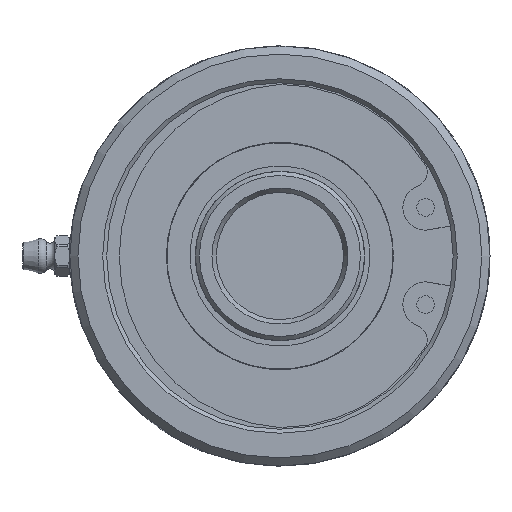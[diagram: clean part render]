
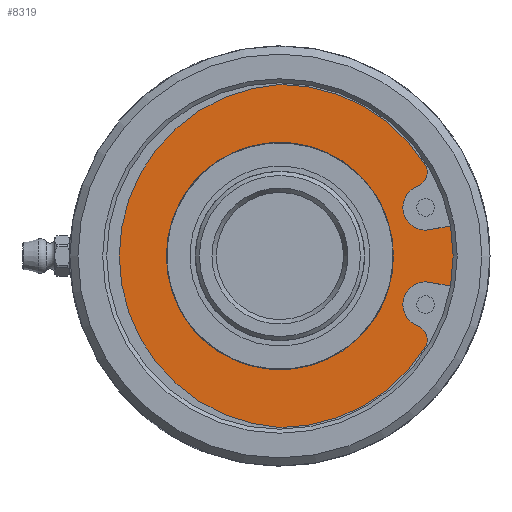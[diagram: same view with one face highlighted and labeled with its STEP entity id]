
A CAD part, left-side view. The second image highlights one B-rep face of the part: STEP entity #8319.
In plain terms, the highlighted planar face has unit normal (-1, 0, 0).
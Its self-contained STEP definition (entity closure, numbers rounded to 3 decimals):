
#357=PLANE('',#8906);
#487=FACE_BOUND('',#1496,.T.);
#994=FACE_OUTER_BOUND('',#1495,.T.);
#1495=EDGE_LOOP('',(#5605,#5606,#5607,#5608,#5609,#5610,#5611,#5612,#5613,
#5614));
#1496=EDGE_LOOP('',(#5615,#5616));
#2043=CIRCLE('',#8872,4.474);
#2049=CIRCLE('',#8883,33.733);
#2051=CIRCLE('',#8886,2.949);
#2053=CIRCLE('',#8889,4.474);
#2055=CIRCLE('',#8892,2.949);
#2057=CIRCLE('',#8895,33.733);
#2059=CIRCLE('',#8898,33.806);
#2061=CIRCLE('',#8902,36.9);
#2064=CIRCLE('',#8907,22.325);
#2065=CIRCLE('',#8908,22.325);
#2412=LINE('',#12489,#2831);
#2416=LINE('',#12499,#2835);
#2831=VECTOR('',#9646,10.);
#2835=VECTOR('',#9652,10.);
#3367=VERTEX_POINT('',#12477);
#3368=VERTEX_POINT('',#12479);
#3371=VERTEX_POINT('',#12487);
#3375=VERTEX_POINT('',#12496);
#3376=VERTEX_POINT('',#12498);
#3383=VERTEX_POINT('',#12517);
#3384=VERTEX_POINT('',#12519);
#3386=VERTEX_POINT('',#12528);
#3388=VERTEX_POINT('',#12534);
#3390=VERTEX_POINT('',#12540);
#3392=VERTEX_POINT('',#12555);
#3393=VERTEX_POINT('',#12556);
#4234=EDGE_CURVE('',#3368,#3367,#2043,.T.);
#4239=EDGE_CURVE('',#3367,#3371,#2412,.T.);
#4243=EDGE_CURVE('',#3376,#3375,#2416,.T.);
#4253=EDGE_CURVE('',#3384,#3383,#2049,.T.);
#4256=EDGE_CURVE('',#3383,#3368,#2051,.T.);
#4259=EDGE_CURVE('',#3375,#3386,#2053,.T.);
#4262=EDGE_CURVE('',#3386,#3388,#2055,.T.);
#4265=EDGE_CURVE('',#3388,#3390,#2057,.T.);
#4267=EDGE_CURVE('',#3390,#3384,#2059,.T.);
#4269=EDGE_CURVE('',#3371,#3376,#2061,.T.);
#4272=EDGE_CURVE('',#3392,#3393,#2064,.T.);
#4273=EDGE_CURVE('',#3393,#3392,#2065,.T.);
#5605=ORIENTED_EDGE('',*,*,#4243,.T.);
#5606=ORIENTED_EDGE('',*,*,#4259,.T.);
#5607=ORIENTED_EDGE('',*,*,#4262,.T.);
#5608=ORIENTED_EDGE('',*,*,#4265,.T.);
#5609=ORIENTED_EDGE('',*,*,#4267,.T.);
#5610=ORIENTED_EDGE('',*,*,#4253,.T.);
#5611=ORIENTED_EDGE('',*,*,#4256,.T.);
#5612=ORIENTED_EDGE('',*,*,#4234,.T.);
#5613=ORIENTED_EDGE('',*,*,#4239,.T.);
#5614=ORIENTED_EDGE('',*,*,#4269,.T.);
#5615=ORIENTED_EDGE('',*,*,#4272,.T.);
#5616=ORIENTED_EDGE('',*,*,#4273,.T.);
#8319=ADVANCED_FACE('',(#994,#487),#357,.F.);
#8872=AXIS2_PLACEMENT_3D('',#12480,#9638,#9639);
#8883=AXIS2_PLACEMENT_3D('',#12520,#9673,#9674);
#8886=AXIS2_PLACEMENT_3D('',#12524,#9680,#9681);
#8889=AXIS2_PLACEMENT_3D('',#12530,#9687,#9688);
#8892=AXIS2_PLACEMENT_3D('',#12536,#9694,#9695);
#8895=AXIS2_PLACEMENT_3D('',#12542,#9701,#9702);
#8898=AXIS2_PLACEMENT_3D('',#12545,#9707,#9708);
#8902=AXIS2_PLACEMENT_3D('',#12549,#9715,#9716);
#8906=AXIS2_PLACEMENT_3D('',#12554,#9723,#9724);
#8907=AXIS2_PLACEMENT_3D('',#12557,#9725,#9726);
#8908=AXIS2_PLACEMENT_3D('',#12558,#9727,#9728);
#9638=DIRECTION('center_axis',(1.,0.,0.));
#9639=DIRECTION('ref_axis',(0.,0.355,-0.935));
#9646=DIRECTION('',(0.,-0.985,-0.174));
#9652=DIRECTION('',(0.,0.985,-0.174));
#9673=DIRECTION('center_axis',(-1.,0.,0.));
#9674=DIRECTION('ref_axis',(0.,0.849,0.528));
#9680=DIRECTION('center_axis',(-1.,0.,0.));
#9681=DIRECTION('ref_axis',(0.,0.355,-0.935));
#9687=DIRECTION('center_axis',(1.,0.,0.));
#9688=DIRECTION('ref_axis',(0.,-0.046,-0.999));
#9694=DIRECTION('center_axis',(-1.,0.,0.));
#9695=DIRECTION('ref_axis',(0.,0.893,-0.451));
#9701=DIRECTION('center_axis',(-1.,0.,0.));
#9702=DIRECTION('ref_axis',(0.,0.,-1.));
#9707=DIRECTION('center_axis',(-1.,0.,0.));
#9708=DIRECTION('ref_axis',(0.,-0.066,0.998));
#9715=DIRECTION('center_axis',(-1.,0.,0.));
#9716=DIRECTION('ref_axis',(0.,1.,0.));
#9723=DIRECTION('center_axis',(1.,0.,0.));
#9724=DIRECTION('ref_axis',(0.,0.,-1.));
#9725=DIRECTION('center_axis',(1.,0.,0.));
#9726=DIRECTION('ref_axis',(0.,-1.,0.));
#9727=DIRECTION('center_axis',(1.,0.,0.));
#9728=DIRECTION('ref_axis',(0.,-1.,0.));
#12477=CARTESIAN_POINT('',(7.26,-28.843,-5.086));
#12479=CARTESIAN_POINT('',(7.26,-27.053,-13.738));
#12480=CARTESIAN_POINT('Origin',(7.26,-28.639,-9.555));
#12487=CARTESIAN_POINT('',(7.26,-36.339,-6.408));
#12489=CARTESIAN_POINT('',(7.26,-4.374,-0.771));
#12496=CARTESIAN_POINT('',(7.26,-28.843,5.086));
#12498=CARTESIAN_POINT('',(7.26,-36.339,6.408));
#12499=CARTESIAN_POINT('',(7.26,-0.625,0.11));
#12517=CARTESIAN_POINT('',(7.26,-28.639,-17.825));
#12519=CARTESIAN_POINT('',(7.26,0.,-33.733));
#12520=CARTESIAN_POINT('Origin',(7.26,0.,
0.));
#12524=CARTESIAN_POINT('Origin',(7.26,-26.007,-16.495));
#12528=CARTESIAN_POINT('',(7.26,-27.053,13.738));
#12530=CARTESIAN_POINT('Origin',(7.26,-28.639,9.555));
#12534=CARTESIAN_POINT('',(7.26,-28.639,17.825));
#12536=CARTESIAN_POINT('Origin',(7.26,-26.007,16.495));
#12540=CARTESIAN_POINT('',(7.26,0.,33.733));
#12542=CARTESIAN_POINT('Origin',(7.26,0.,
0.));
#12545=CARTESIAN_POINT('Origin',(7.26,-2.225,0.));
#12549=CARTESIAN_POINT('Origin',(7.26,0.,0.));
#12554=CARTESIAN_POINT('Origin',(7.26,28.45,0.));
#12555=CARTESIAN_POINT('',(7.26,-22.325,0.));
#12556=CARTESIAN_POINT('',(7.26,22.325,0.));
#12557=CARTESIAN_POINT('Origin',(7.26,0.,
0.));
#12558=CARTESIAN_POINT('Origin',(7.26,0.,
0.));
